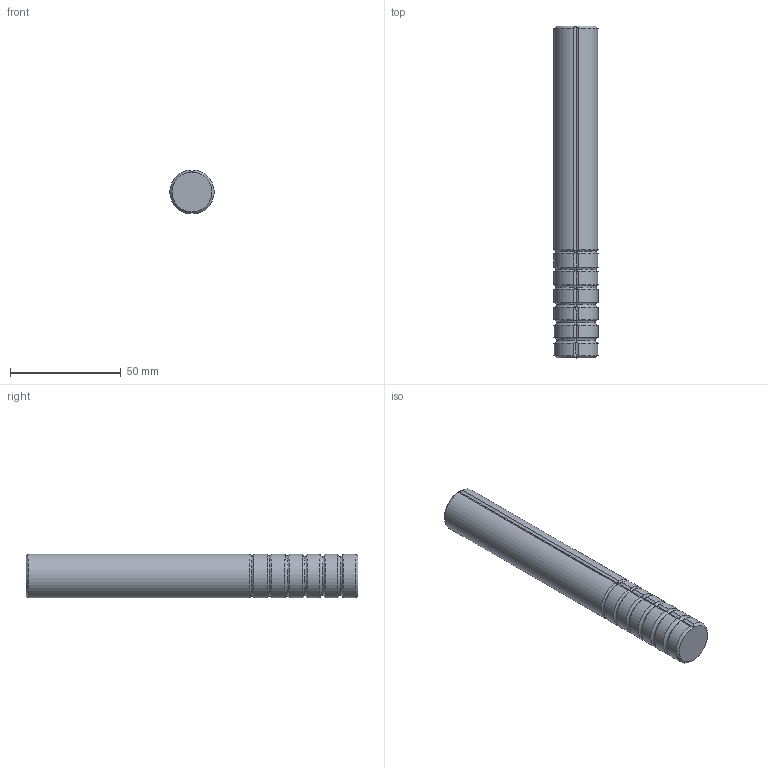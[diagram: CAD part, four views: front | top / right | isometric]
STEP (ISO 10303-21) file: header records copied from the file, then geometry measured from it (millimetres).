
FILE_DESCRIPTION (( 'STEP AP214' ), '1' );
FILE_NAME ('MFLEE_02(絳砃粣).STEP', '2022-11-29T02:23:54', ( '' ), ( '' ), 'SwSTEP 2.0', 'SolidWorks 2020', '' );
FILE_SCHEMA (( 'AUTOMOTIVE_DESIGN' ));
Length unit declared in the file: millimetre
Products named in the file (1): MFLEE_02(絳砃粣)
Bounding box: 19.93 x 150 x 19.85 mm (x, y, z)
Volume: 46104.4 mm3; surface area: 10420.2 mm2
Topology: 1 solids, 1 shells, 65 faces, 163 edges, 100 vertices
Faces by surface type: cylinder 35, torus 24, cone 4, plane 2
Entity records: 2307 total; most frequent: CARTESIAN_POINT 777, ORIENTED_EDGE 326, DIRECTION 307, EDGE_CURVE 163, AXIS2_PLACEMENT_3D 134, VERTEX_POINT 100, CIRCLE 68, FACE_OUTER_BOUND 65
